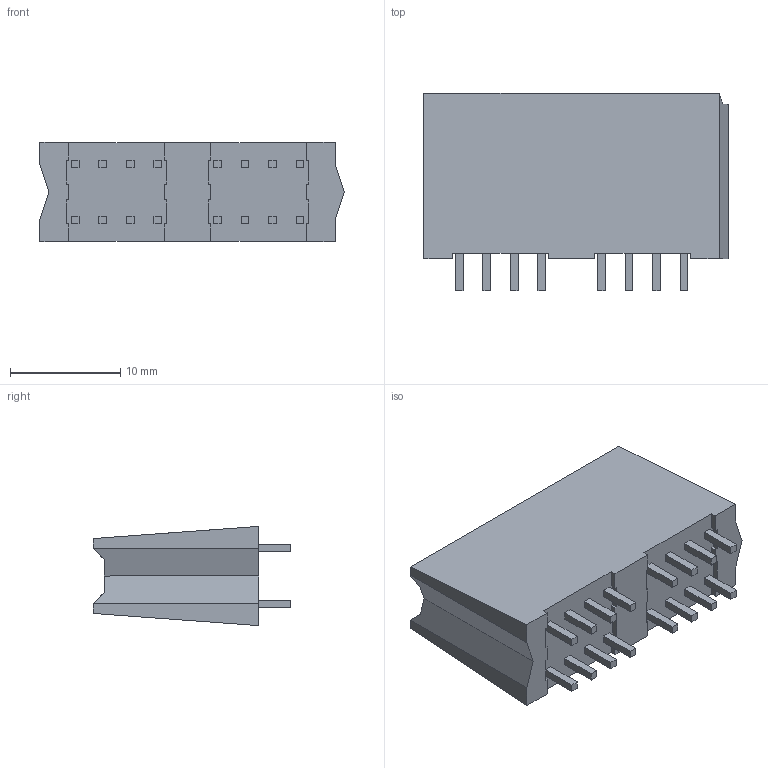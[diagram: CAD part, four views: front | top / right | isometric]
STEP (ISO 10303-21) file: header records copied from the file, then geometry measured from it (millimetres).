
FILE_DESCRIPTION((''),'2;1');
FILE_NAME('458440004','2019-09-13T',('gga'),(''),'PRO/ENGINEER BY PARAMETRIC TECHNOLOGY CORPORATION, 2016010','PRO/ENGINEER BY PARAMETRIC TECHNOLOGY CORPORATION, 2016010','');
FILE_SCHEMA(('CONFIG_CONTROL_DESIGN'));
Length unit declared in the file: millimetre
Products named in the file (1): 458440004
Bounding box: 27.6 x 17.91 x 9 mm (x, y, z)
Volume: 2446.4 mm3; surface area: 2329.8 mm2
Topology: 1 solids, 1 shells, 272 faces, 790 edges, 536 vertices
Faces by surface type: plane 256, cylinder 16
Entity records: 8849 total; most frequent: CARTESIAN_POINT 1567, ORIENTED_EDGE 1516, DIRECTION 1400, EDGE_CURVE 758, VECTOR 726, LINE 726, VERTEX_POINT 504, AXIS2_PLACEMENT_3D 337
